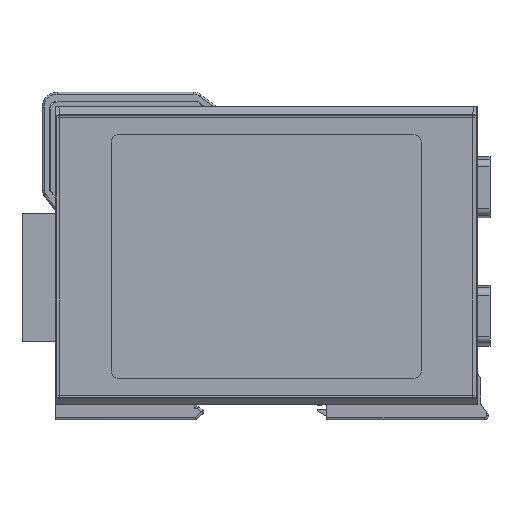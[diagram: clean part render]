
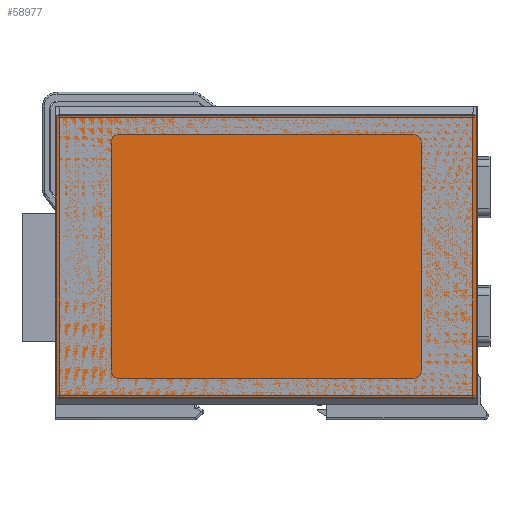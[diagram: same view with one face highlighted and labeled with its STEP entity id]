
A CAD part, front view. The second image highlights one B-rep face of the part: STEP entity #58977.
In plain terms, the highlighted planar face has unit normal (0, -1, 0).
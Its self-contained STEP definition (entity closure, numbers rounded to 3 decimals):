
#56833=DIRECTION('',(-1.,0.,0.));
#56834=VECTOR('',#56833,114.528);
#56835=CARTESIAN_POINT('',(57.264,-4.9,36.5));
#56836=LINE('',#56835,#56834);
#56837=DIRECTION('',(0.,0.,1.));
#56838=VECTOR('',#56837,76.743);
#56839=CARTESIAN_POINT('',(57.264,-4.9,-40.243));
#56840=LINE('',#56839,#56838);
#56841=DIRECTION('',(1.,0.,0.));
#56842=VECTOR('',#56841,114.528);
#56843=CARTESIAN_POINT('',(-57.264,-4.9,-40.243));
#56844=LINE('',#56843,#56842);
#56845=DIRECTION('',(0.,0.,-1.));
#56846=VECTOR('',#56845,76.743);
#56847=CARTESIAN_POINT('',(-57.264,-4.9,36.5));
#56848=LINE('',#56847,#56846);
#58445=CARTESIAN_POINT('',(57.264,-4.9,36.5));
#58446=CARTESIAN_POINT('',(-57.264,-4.9,36.5));
#58447=VERTEX_POINT('',#58445);
#58448=VERTEX_POINT('',#58446);
#58453=CARTESIAN_POINT('',(-57.264,-4.9,-40.243));
#58454=VERTEX_POINT('',#58453);
#58455=CARTESIAN_POINT('',(57.264,-4.9,-40.243));
#58456=VERTEX_POINT('',#58455);
#58962=CARTESIAN_POINT('',(0.,-4.9,-3.465));
#58963=DIRECTION('',(0.,1.,0.));
#58964=DIRECTION('',(0.,0.,1.));
#58965=AXIS2_PLACEMENT_3D('',#58962,#58963,#58964);
#58966=PLANE('',#58965);
#58968=ORIENTED_EDGE('',*,*,#58967,.F.);
#58970=ORIENTED_EDGE('',*,*,#58969,.F.);
#58972=ORIENTED_EDGE('',*,*,#58971,.F.);
#58974=ORIENTED_EDGE('',*,*,#58973,.F.);
#58975=EDGE_LOOP('',(#58968,#58970,#58972,#58974));
#58976=FACE_OUTER_BOUND('',#58975,.F.);
#58977=ADVANCED_FACE('',(#58976),#58966,.F.);
#58967=EDGE_CURVE('',#58447,#58448,#56836,.T.);
#58969=EDGE_CURVE('',#58456,#58447,#56840,.T.);
#58971=EDGE_CURVE('',#58454,#58456,#56844,.T.);
#58973=EDGE_CURVE('',#58448,#58454,#56848,.T.);
